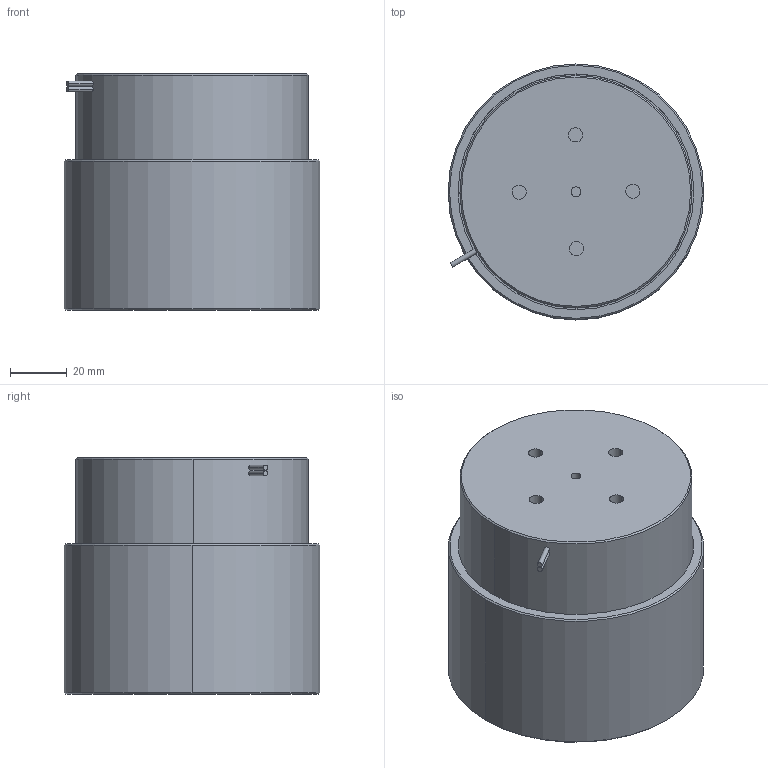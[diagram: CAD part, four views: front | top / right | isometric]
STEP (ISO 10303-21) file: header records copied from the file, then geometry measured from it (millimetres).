
FILE_DESCRIPTION (( 'STEP AP214' ), '1' );
FILE_NAME ('AVM90-30.STEP', '2014-06-18T08:23:03', ( 'wxc' ), ( '' ), 'SwSTEP 2.0', 'SolidWorks 2012', '' );
FILE_SCHEMA (( 'AUTOMOTIVE_DESIGN' ));
Length unit declared in the file: millimetre
Products named in the file (3): AVM90-30-core-Sketch; AVM90-30-Coil-Sketch; AVM90-30
Assembly tree (2 placements, depth 2):
  AVM90-30
    AVM90-30-core-Sketch
    AVM90-30-Coil-Sketch
Bounding box: 90 x 90 x 83.3 mm (x, y, z)
Volume: 378121.2 mm3; surface area: 83645.9 mm2
Topology: 4 solids, 4 shells, 60 faces, 126 edges, 82 vertices
Faces by surface type: cylinder 38, plane 16, cone 6
Entity records: 1800 total; most frequent: DIRECTION 338, CARTESIAN_POINT 273, ORIENTED_EDGE 252, AXIS2_PLACEMENT_3D 147, EDGE_CURVE 126, VERTEX_POINT 82, EDGE_LOOP 82, CIRCLE 82
